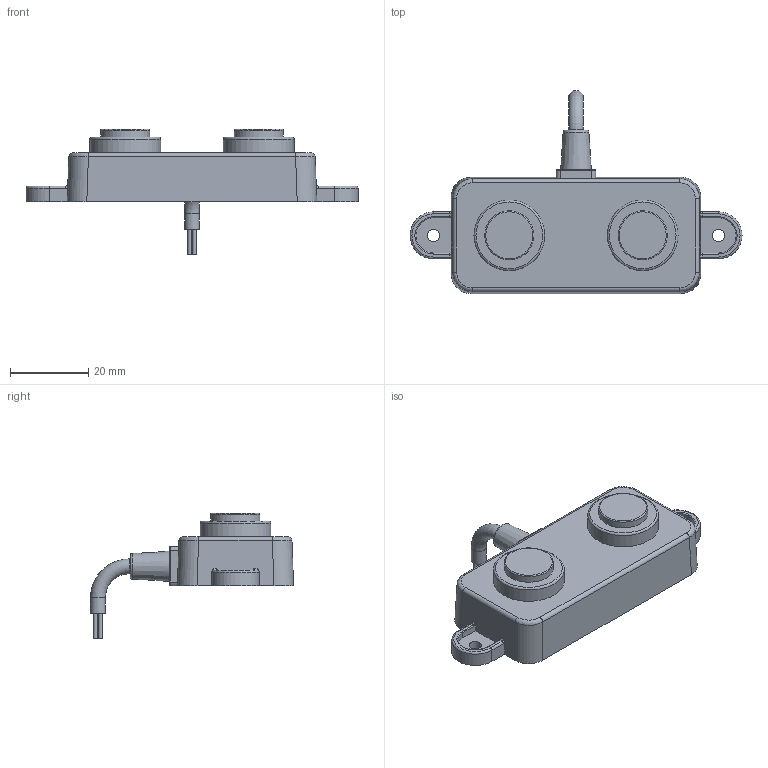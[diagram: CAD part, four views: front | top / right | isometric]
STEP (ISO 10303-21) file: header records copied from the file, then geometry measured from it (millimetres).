
FILE_DESCRIPTION(/* description */ ('','CAx-IF Rec.Pracs.---Representation and Presentation of Product Manufacturing Information (PMI)---4.0---2014-10-13'),/* implementation_level */ '2;1');
FILE_NAME(/* name */ 'A0221AT Ultrasonic Sensor.step',/* time_stamp */ '2025-01-01T15:56:37-08:00',/* author */ (''),/* organization */ (''),/* preprocessor_version */ 'ST-DEVELOPER v20',/* originating_system */ 'Autodesk Translation Framework v13.20.0.188',/* authorisation */ '');
FILE_SCHEMA (('AP203_CONFIGURATION_CONTROLLED_3D_DESIGN_OF_MECHANICAL_PARTS_AND_ASSEMBLIES_MIM_LF { 1 0 10303 203 3 1 4 }','TECHNICAL_DATA_PACKAGING','INTEGRATED_CNC_SCHEMA','MODEL_BASED_INTEGRATED_MANUFACTURING_SCHEMA','PROCESS_PLANNING_SCHEMA','AP242_MANAGED_MODEL_BASED_3D_ENGINEERING_MIM_LF { 1 0 10303 442 1 1 4 }'));
Length unit declared in the file: millimetre
Products named in the file (1): A0221AT Ultrasonic Sensor
Bounding box: 84.6 x 51.75 x 31.94 mm (x, y, z)
Volume: 25867.8 mm3; surface area: 7636.6 mm2
Topology: 1 solids, 1 shells, 113 faces, 262 edges, 162 vertices
Faces by surface type: cylinder 48, plane 34, torus 22, bspline 8, cone 1
Full cylindrical faces by diameter (mm): 1 x4, 3.2 x2, 3.8 x2, 12.5 x2, 18 x2
Entity records: 3595 total; most frequent: CARTESIAN_POINT 834, DIRECTION 590, ORIENTED_EDGE 524, EDGE_CURVE 262, AXIS2_PLACEMENT_3D 238, VERTEX_POINT 162, EDGE_LOOP 128, CIRCLE 116
